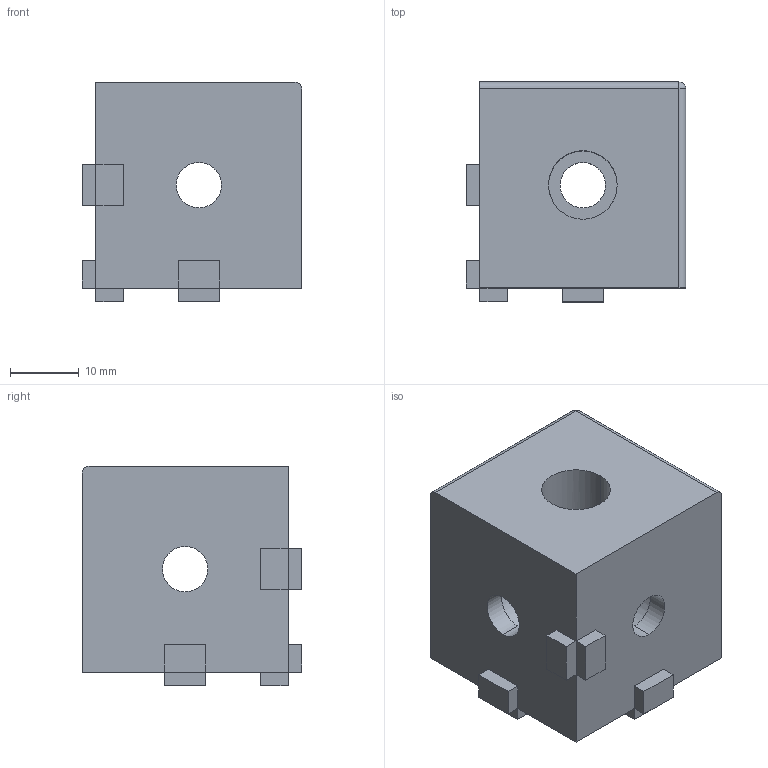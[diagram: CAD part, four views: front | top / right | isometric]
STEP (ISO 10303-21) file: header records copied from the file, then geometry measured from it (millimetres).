
FILE_DESCRIPTION (( 'STEP AP203' ), '1' );
FILE_NAME ('084.310.005.STEP', '2013-01-25T13:04:58', ( 'Alusic' ), ( 'Alusic' ), 'SwSTEP 2.0', 'SolidWorks 2011', '' );
FILE_SCHEMA (( 'CONFIG_CONTROL_DESIGN' ));
Length unit declared in the file: millimetre
Products named in the file (1): 084.310.005
Bounding box: 32 x 32 x 32 mm (x, y, z)
Volume: 22013.4 mm3; surface area: 7278.1 mm2
Topology: 1 solids, 1 shells, 61 faces, 156 edges, 95 vertices
Faces by surface type: plane 39, cylinder 21, sphere 1
Entity records: 1896 total; most frequent: CARTESIAN_POINT 372, ORIENTED_EDGE 310, DIRECTION 289, EDGE_CURVE 155, VECTOR 105, LINE 105, VERTEX_POINT 95, AXIS2_PLACEMENT_3D 92
